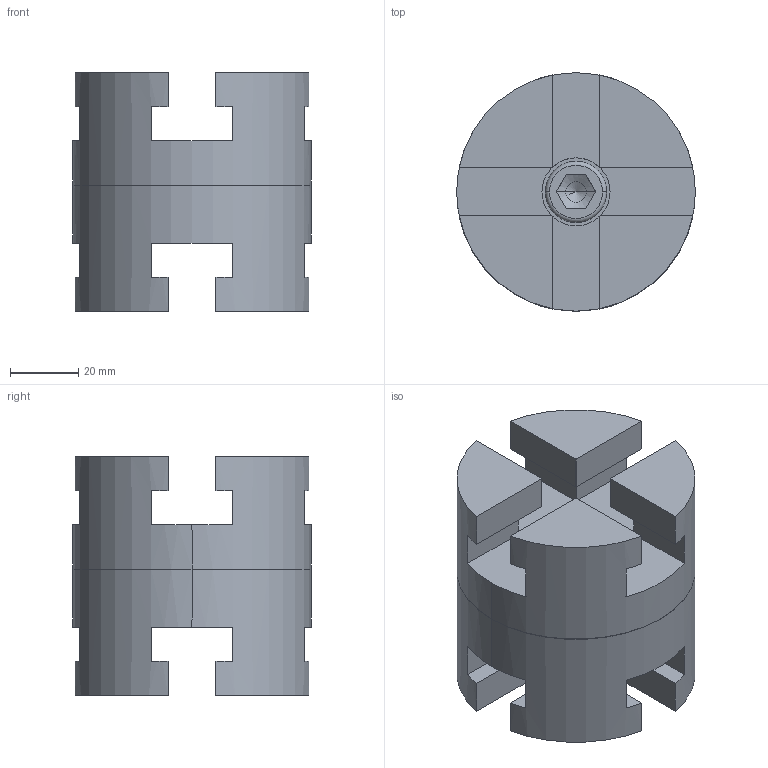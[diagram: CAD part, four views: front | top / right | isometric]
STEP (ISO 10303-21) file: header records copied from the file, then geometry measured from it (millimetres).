
FILE_DESCRIPTION(('STEP AP214'),'1');
FILE_NAME(' ',' ',('TraceParts'),('TraceParts S.A.'),'XStep 1.0',' ',' ');
FILE_SCHEMA(('automotive_design'));
Length unit declared in the file: millimetre
Products named in the file (2): 1; 2
Bounding box: 70 x 70 x 70 mm (x, y, z)
Volume: 178487.5 mm3; surface area: 40894.5 mm2
Topology: 2 solids, 2 shells, 110 faces, 276 edges, 173 vertices
Faces by surface type: plane 62, cylinder 20, cone 18, torus 10
Entity records: 6432 total; most frequent: DIRECTION 598, CARTESIAN_POINT 571, STYLED_ITEM 559, PRESENTATION_STYLE_ASSIGNMENT 559, COLOUR_RGB 559, ORIENTED_EDGE 548, EDGE_CURVE 274, CURVE_STYLE 274
